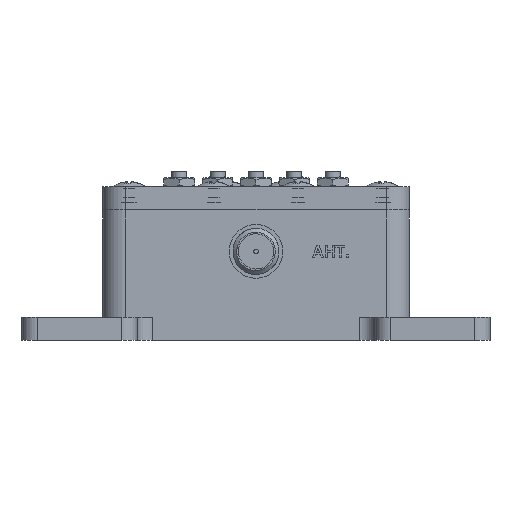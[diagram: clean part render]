
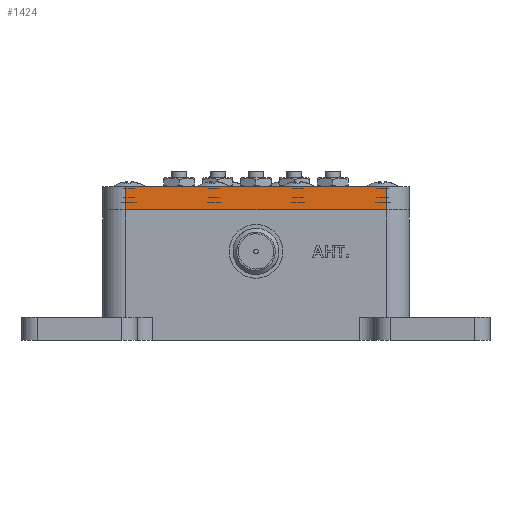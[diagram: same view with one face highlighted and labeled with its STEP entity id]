
A CAD part, left-side view. The second image highlights one B-rep face of the part: STEP entity #1424.
In plain terms, the highlighted planar face has unit normal (-1, 0, 0).
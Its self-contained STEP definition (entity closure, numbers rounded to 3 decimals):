
#1424=ADVANCED_FACE('',(#25646),#25648,.F.);
#25646=FACE_BOUND('',#25647,.T.);
#25647=EDGE_LOOP('',(#53547,#53548,#53549,#53550));
#25648=PLANE('',#25649);
#25649=AXIS2_PLACEMENT_3D('',#25650,#25651,#25652);
#25650=CARTESIAN_POINT('',(-35.,17.,20.));
#25651=DIRECTION('',(1.,0.,-0.));
#25652=DIRECTION('',(-0.,0.,-1.));
#53547=ORIENTED_EDGE('',*,*,#67890,.T.);
#53548=ORIENTED_EDGE('',*,*,#67871,.F.);
#53549=ORIENTED_EDGE('',*,*,#67891,.F.);
#53550=ORIENTED_EDGE('',*,*,#67888,.T.);
#67871=EDGE_CURVE('',#74828,#74823,#74830,.T.);
#67888=EDGE_CURVE('',#74858,#74856,#74859,.T.);
#67890=EDGE_CURVE('',#74856,#74823,#74861,.T.);
#67891=EDGE_CURVE('',#74858,#74828,#74862,.T.);
#74823=VERTEX_POINT('',#86462);
#74828=VERTEX_POINT('',#86472);
#74830=LINE('',#86477,#86478);
#74856=VERTEX_POINT('',#86539);
#74858=VERTEX_POINT('',#86544);
#74859=LINE('',#86545,#86546);
#74861=LINE('',#86552,#86553);
#74862=LINE('',#86555,#86556);
#86462=CARTESIAN_POINT('',(-35.,-17.,17.));
#86472=CARTESIAN_POINT('',(-35.,-17.,20.));
#86477=CARTESIAN_POINT('',(-35.,-17.,20.));
#86478=VECTOR('',#86479,1.);
#86479=DIRECTION('',(0.,0.,-1.));
#86539=CARTESIAN_POINT('',(-35.,17.,17.));
#86544=CARTESIAN_POINT('',(-35.,17.,20.));
#86545=CARTESIAN_POINT('',(-35.,17.,20.));
#86546=VECTOR('',#86547,1.);
#86547=DIRECTION('',(0.,0.,-1.));
#86552=CARTESIAN_POINT('',(-35.,17.,17.));
#86553=VECTOR('',#86554,1.);
#86554=DIRECTION('',(0.,-1.,0.));
#86555=CARTESIAN_POINT('',(-35.,17.,20.));
#86556=VECTOR('',#86557,1.);
#86557=DIRECTION('',(0.,-1.,0.));
